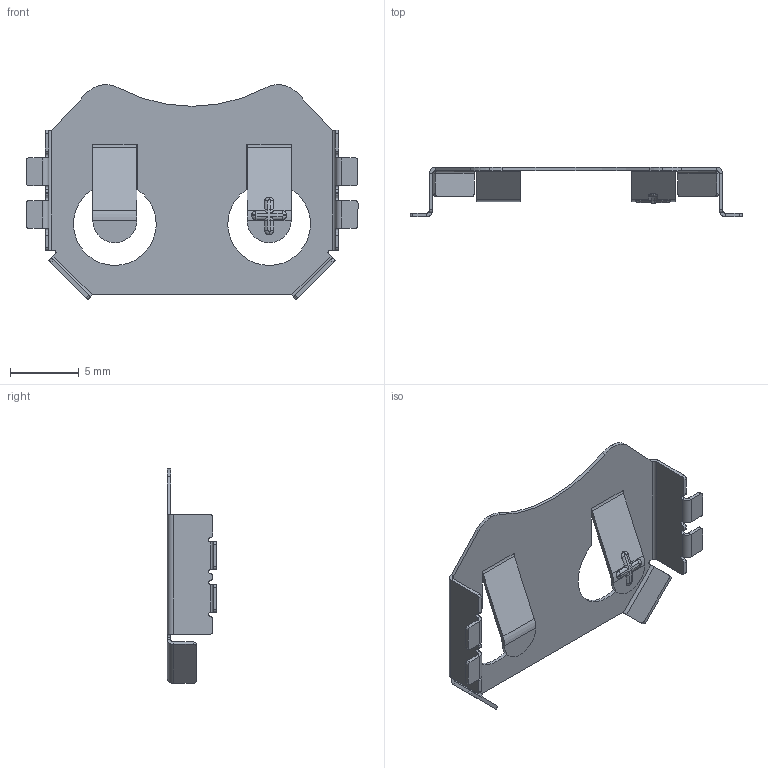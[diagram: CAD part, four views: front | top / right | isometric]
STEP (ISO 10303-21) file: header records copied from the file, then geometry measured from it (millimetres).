
FILE_DESCRIPTION (( 'STEP AP214' ), '1' );
FILE_NAME ('BH-67D-5.STEP', '2023-11-10T09:09:37', ( '' ), ( '' ), 'SwSTEP 2.0', 'SolidWorks 2021', '' );
FILE_SCHEMA (( 'AUTOMOTIVE_DESIGN' ));
Length unit declared in the file: millimetre
Products named in the file (2): BH-67D-5_BH-67D-5; BH-67D-5
Assembly tree (1 placements, depth 2):
  BH-67D-5
    BH-67D-5_BH-67D-5
Bounding box: 24.1 x 3.6 x 15.58 mm (x, y, z)
Volume: 84.3 mm3; surface area: 719.1 mm2
Topology: 1 solids, 1 shells, 260 faces, 639 edges, 381 vertices
Faces by surface type: cylinder 109, plane 103, torus 34, bspline 14
Entity records: 8218 total; most frequent: CARTESIAN_POINT 2026, DIRECTION 1334, ORIENTED_EDGE 1278, EDGE_CURVE 639, AXIS2_PLACEMENT_3D 505, VERTEX_POINT 381, VECTOR 324, LINE 324
